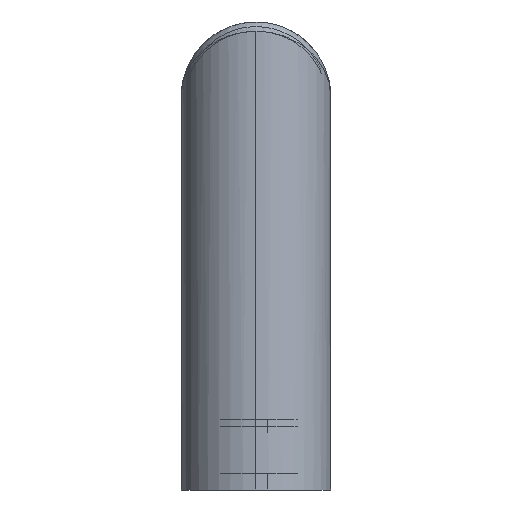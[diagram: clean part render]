
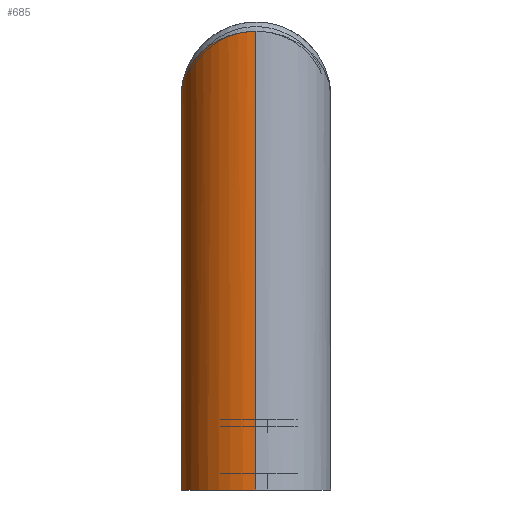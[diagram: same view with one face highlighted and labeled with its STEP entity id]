
A CAD part, left-side view. The second image highlights one B-rep face of the part: STEP entity #685.
In plain terms, the highlighted cylindrical face has radius 16 mm (diameter 32 mm), a partial arc.
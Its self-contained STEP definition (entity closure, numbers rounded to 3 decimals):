
#53 = DIRECTION ( 'NONE',  ( 0., 0., -1. ) ) ;
#59 = EDGE_CURVE ( 'NONE', #1788, #1430, #457, .T. ) ;
#76 = CARTESIAN_POINT ( 'NONE',  ( -268., 0., 100. ) ) ;
#157 = ORIENTED_EDGE ( 'NONE', *, *, #59, .T. ) ;
#196 =( BOUNDED_CURVE ( )  B_SPLINE_CURVE ( 3, ( #833, #1607, #370, #1348 ),
 .UNSPECIFIED., .F., .T. ) 
 B_SPLINE_CURVE_WITH_KNOTS ( ( 4, 4 ),
 ( 3.142, 4.712 ),
 .UNSPECIFIED. ) 
 CURVE ( )  GEOMETRIC_REPRESENTATION_ITEM ( )  RATIONAL_B_SPLINE_CURVE ( ( 1., 0.805, 0.805, 1. ) ) 
 REPRESENTATION_ITEM ( '' )  );
#209 = CARTESIAN_POINT ( 'NONE',  ( -284., 16., 84. ) ) ;
#228 = DIRECTION ( 'NONE',  ( 0., 0., -1. ) ) ;
#232 = EDGE_CURVE ( 'NONE', #1186, #359, #1535, .T. ) ;
#350 = LINE ( 'NONE', #1875, #1111 ) ;
#359 = VERTEX_POINT ( 'NONE', #1635 ) ;
#370 = CARTESIAN_POINT ( 'NONE',  ( -293.373, 16., 92.201 ) ) ;
#457 =( BOUNDED_CURVE ( )  B_SPLINE_CURVE ( 3, ( #209, #1155, #667, #829 ),
 .UNSPECIFIED., .F., .T. ) 
 B_SPLINE_CURVE_WITH_KNOTS ( ( 4, 4 ),
 ( 4.712, 6.283 ),
 .UNSPECIFIED. ) 
 CURVE ( )  GEOMETRIC_REPRESENTATION_ITEM ( )  RATIONAL_B_SPLINE_CURVE ( ( 1., 0.805, 0.805, 1. ) ) 
 REPRESENTATION_ITEM ( '' )  );
#492 = CARTESIAN_POINT ( 'NONE',  ( -300., 0., 98. ) ) ;
#507 = ORIENTED_EDGE ( 'NONE', *, *, #1955, .T. ) ;
#551 = DIRECTION ( 'NONE',  ( 0., 0., 1. ) ) ;
#667 = CARTESIAN_POINT ( 'NONE',  ( -268., 9.373, 66. ) ) ;
#685 = ADVANCED_FACE ( 'NONE', ( #1710 ), #1288, .T. ) ;
#689 = ORIENTED_EDGE ( 'NONE', *, *, #1376, .T. ) ;
#711 = LINE ( 'NONE', #76, #920 ) ;
#829 = CARTESIAN_POINT ( 'NONE',  ( -268., 0., 66. ) ) ;
#833 = CARTESIAN_POINT ( 'NONE',  ( -300., 0., 98. ) ) ;
#892 = CARTESIAN_POINT ( 'NONE',  ( -284., 0., 0. ) ) ;
#905 = EDGE_LOOP ( 'NONE', ( #157, #689, #1069, #1983, #507 ) ) ;
#920 = VECTOR ( 'NONE', #1750, 1000. ) ;
#969 = CARTESIAN_POINT ( 'NONE',  ( -284., 16., 84. ) ) ;
#1069 = ORIENTED_EDGE ( 'NONE', *, *, #232, .T. ) ;
#1098 = DIRECTION ( 'NONE',  ( -1., 0., 0. ) ) ;
#1111 = VECTOR ( 'NONE', #228, 1000. ) ;
#1155 = CARTESIAN_POINT ( 'NONE',  ( -274.627, 16., 73.456 ) ) ;
#1186 = VERTEX_POINT ( 'NONE', #1948 ) ;
#1235 = CARTESIAN_POINT ( 'NONE',  ( -284., 0., 100. ) ) ;
#1288 = CYLINDRICAL_SURFACE ( 'NONE', #1344, 16. ) ;
#1344 = AXIS2_PLACEMENT_3D ( 'NONE', #1235, #53, #1098 ) ;
#1348 = CARTESIAN_POINT ( 'NONE',  ( -284., 16., 84. ) ) ;
#1376 = EDGE_CURVE ( 'NONE', #1430, #1186, #711, .T. ) ;
#1404 = AXIS2_PLACEMENT_3D ( 'NONE', #892, #551, #1961 ) ;
#1414 = CARTESIAN_POINT ( 'NONE',  ( -268., 0., 66. ) ) ;
#1430 = VERTEX_POINT ( 'NONE', #1414 ) ;
#1535 = CIRCLE ( 'NONE', #1404, 16. ) ;
#1607 = CARTESIAN_POINT ( 'NONE',  ( -300., 9.373, 98. ) ) ;
#1635 = CARTESIAN_POINT ( 'NONE',  ( -300., 0., 0. ) ) ;
#1710 = FACE_OUTER_BOUND ( 'NONE', #905, .T. ) ;
#1750 = DIRECTION ( 'NONE',  ( 0., 0., -1. ) ) ;
#1775 = VERTEX_POINT ( 'NONE', #492 ) ;
#1788 = VERTEX_POINT ( 'NONE', #969 ) ;
#1875 = CARTESIAN_POINT ( 'NONE',  ( -300., 0., 100. ) ) ;
#1911 = EDGE_CURVE ( 'NONE', #1775, #359, #350, .T. ) ;
#1948 = CARTESIAN_POINT ( 'NONE',  ( -268., 0., 0. ) ) ;
#1955 = EDGE_CURVE ( 'NONE', #1775, #1788, #196, .T. ) ;
#1961 = DIRECTION ( 'NONE',  ( 1., 0., 0. ) ) ;
#1983 = ORIENTED_EDGE ( 'NONE', *, *, #1911, .F. ) ;
